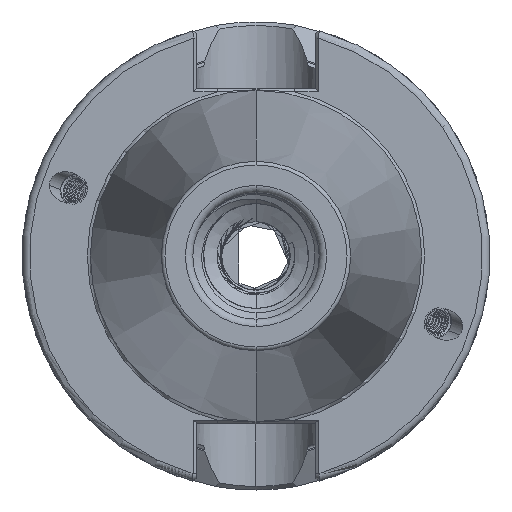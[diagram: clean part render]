
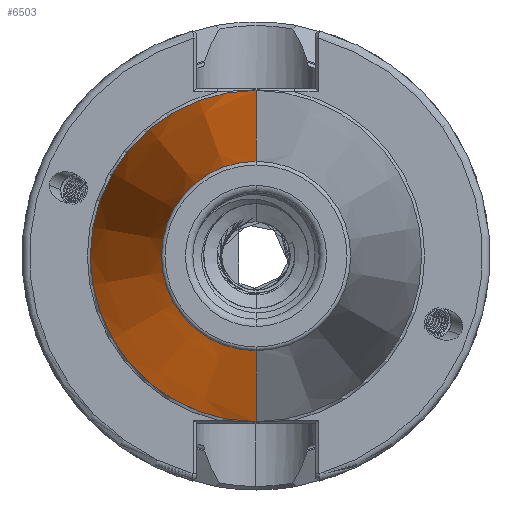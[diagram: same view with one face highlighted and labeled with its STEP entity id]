
A CAD part, left-side view. The second image highlights one B-rep face of the part: STEP entity #6503.
In plain terms, the highlighted conical face has half-angle 8.297 degrees and reference radius 22.298 mm.
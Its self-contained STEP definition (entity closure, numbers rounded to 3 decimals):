
#576 = CARTESIAN_POINT ( 'NONE',  ( -1.5, 0., 0. ) ) ;
#577 = DIRECTION ( 'NONE',  ( 1., 0., 0. ) ) ;
#578 = DIRECTION ( 'NONE',  ( 0., 0., -1. ) ) ;
#1209 = EDGE_CURVE ( 'NONE', #7946, #7944, #9087, .T. ) ;
#1210 = EDGE_CURVE ( 'NONE', #7946, #7947, #6921, .T. ) ;
#1211 = EDGE_CURVE ( 'NONE', #7947, #7945, #9093, .T. ) ;
#1213 = EDGE_CURVE ( 'NONE', #7944, #7945, #6922, .T. ) ;
#2651 = AXIS2_PLACEMENT_3D ( 'NONE', #9086, #9090, #9091 ) ;
#2652 = VECTOR ( 'NONE', #9089, 1000. ) ;
#2655 = AXIS2_PLACEMENT_3D ( 'NONE', #9092, #9099, #9100 ) ;
#2659 = VECTOR ( 'NONE', #9095, 1000. ) ;
#6099 = CARTESIAN_POINT ( 'NONE',  ( -1.5, 0., -22.298 ) ) ;
#6100 = CARTESIAN_POINT ( 'NONE',  ( -1.5, 0., 22.298 ) ) ;
#6101 = CARTESIAN_POINT ( 'NONE',  ( -66.972, 0., -12.75 ) ) ;
#6102 = CARTESIAN_POINT ( 'NONE',  ( -66.972, 0., 12.75 ) ) ;
#6503 = ADVANCED_FACE ( 'NONE', ( #11897 ), #9243, .T. ) ;
#6921 = CIRCLE ( 'NONE', #2651, 12.75 ) ;
#6922 = CIRCLE ( 'NONE', #2655, 22.298 ) ;
#7275 = ORIENTED_EDGE ( 'NONE', *, *, #1210, .T. ) ;
#7276 = ORIENTED_EDGE ( 'NONE', *, *, #1213, .F. ) ;
#7277 = ORIENTED_EDGE ( 'NONE', *, *, #1211, .T. ) ;
#7278 = ORIENTED_EDGE ( 'NONE', *, *, #1209, .F. ) ;
#7667 = EDGE_LOOP ( 'NONE', ( #7275, #7277, #7276, #7278 ) ) ;
#7944 = VERTEX_POINT ( 'NONE', #6099 ) ;
#7945 = VERTEX_POINT ( 'NONE', #6100 ) ;
#7946 = VERTEX_POINT ( 'NONE', #6101 ) ;
#7947 = VERTEX_POINT ( 'NONE', #6102 ) ;
#9086 = CARTESIAN_POINT ( 'NONE',  ( -66.972, 0., 0. ) ) ;
#9087 = LINE ( 'NONE', #9088, #2652 ) ;
#9088 = CARTESIAN_POINT ( 'NONE',  ( -1.5, 0., -22.298 ) ) ;
#9089 = DIRECTION ( 'NONE',  ( 0.99, 0., -0.144 ) ) ;
#9090 = DIRECTION ( 'NONE',  ( 1., 0., 0. ) ) ;
#9091 = DIRECTION ( 'NONE',  ( 0., 0., -1. ) ) ;
#9092 = CARTESIAN_POINT ( 'NONE',  ( -1.5, 0., 0. ) ) ;
#9093 = LINE ( 'NONE', #9094, #2659 ) ;
#9094 = CARTESIAN_POINT ( 'NONE',  ( -1.5, 0., 22.298 ) ) ;
#9095 = DIRECTION ( 'NONE',  ( 0.99, 0., 0.144 ) ) ;
#9099 = DIRECTION ( 'NONE',  ( 1., 0., 0. ) ) ;
#9100 = DIRECTION ( 'NONE',  ( 0., 0., -1. ) ) ;
#9243 = CONICAL_SURFACE ( 'NONE', #11900, 22.298, 0.145 ) ;
#11897 = FACE_OUTER_BOUND ( 'NONE', #7667, .T. ) ;
#11900 = AXIS2_PLACEMENT_3D ( 'NONE', #576, #577, #578 ) ;
